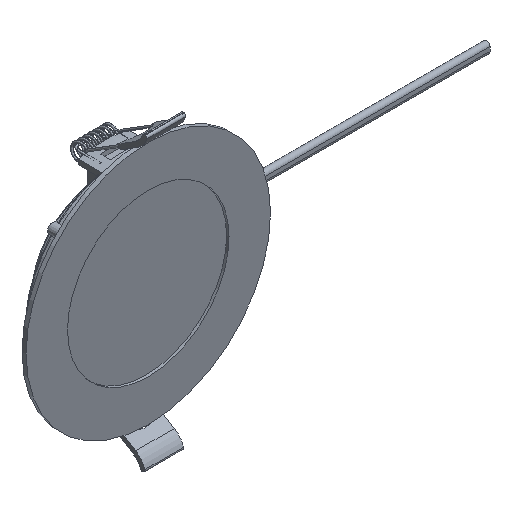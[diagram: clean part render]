
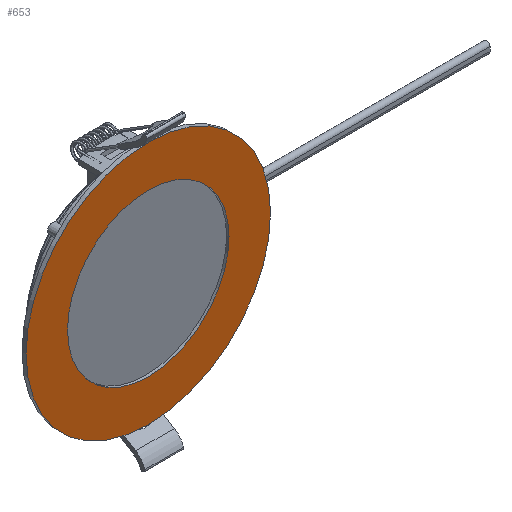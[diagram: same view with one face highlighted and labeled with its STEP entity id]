
A CAD part, isometric view. The second image highlights one B-rep face of the part: STEP entity #653.
In plain terms, the highlighted planar face has unit normal (0, -1, 0).
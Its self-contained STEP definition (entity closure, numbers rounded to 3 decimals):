
#168 = VERTEX_POINT ( 'NONE', #323 ) ;
#323 = CARTESIAN_POINT ( 'NONE',  ( 0., 0., 60. ) ) ;
#653 = ADVANCED_FACE ( 'NONE', ( #1437, #6513 ), #11561, .F. ) ;
#860 = EDGE_LOOP ( 'NONE', ( #5638 ) ) ;
#1437 = FACE_OUTER_BOUND ( 'NONE', #12383, .T. ) ;
#2054 = AXIS2_PLACEMENT_3D ( 'NONE', #5525, #10590, #15651 ) ;
#2234 = DIRECTION ( 'NONE',  ( 0., 0., 1. ) ) ;
#2283 = ORIENTED_EDGE ( 'NONE', *, *, #5684, .F. ) ;
#2961 = AXIS2_PLACEMENT_3D ( 'NONE', #6860, #3087, #5590 ) ;
#3087 = DIRECTION ( 'NONE',  ( 0., 1., 0. ) ) ;
#5207 = AXIS2_PLACEMENT_3D ( 'NONE', #8852, #13287, #2234 ) ;
#5525 = CARTESIAN_POINT ( 'NONE',  ( 0., 0., 0. ) ) ;
#5590 = DIRECTION ( 'NONE',  ( 1., 0., 0. ) ) ;
#5638 = ORIENTED_EDGE ( 'NONE', *, *, #7760, .F. ) ;
#5684 = EDGE_CURVE ( 'NONE', #168, #168, #12075, .T. ) ;
#6513 = FACE_BOUND ( 'NONE', #860, .T. ) ;
#6860 = CARTESIAN_POINT ( 'NONE',  ( 0., 0., 0. ) ) ;
#7760 = EDGE_CURVE ( 'NONE', #10379, #10379, #15584, .T. ) ;
#8852 = CARTESIAN_POINT ( 'NONE',  ( 0., 0., 0. ) ) ;
#10379 = VERTEX_POINT ( 'NONE', #15442 ) ;
#10590 = DIRECTION ( 'NONE',  ( 0., -1., 0. ) ) ;
#11561 = PLANE ( 'NONE',  #2961 ) ;
#12075 = CIRCLE ( 'NONE', #5207, 60. ) ;
#12383 = EDGE_LOOP ( 'NONE', ( #2283 ) ) ;
#13287 = DIRECTION ( 'NONE',  ( 0., 1., 0. ) ) ;
#15442 = CARTESIAN_POINT ( 'NONE',  ( 0., 0., -39.65 ) ) ;
#15584 = CIRCLE ( 'NONE', #2054, 39.65 ) ;
#15651 = DIRECTION ( 'NONE',  ( 0., 0., -1. ) ) ;
